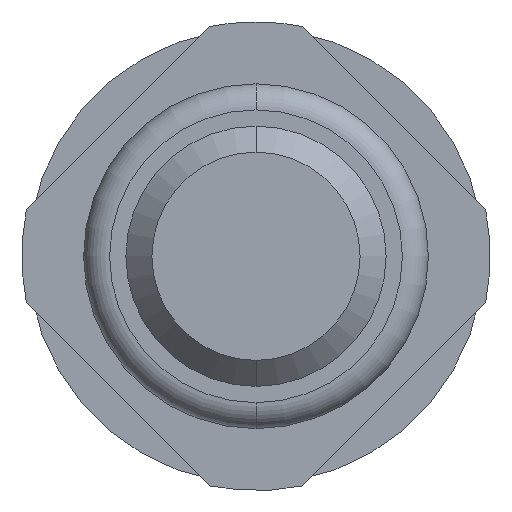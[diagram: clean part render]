
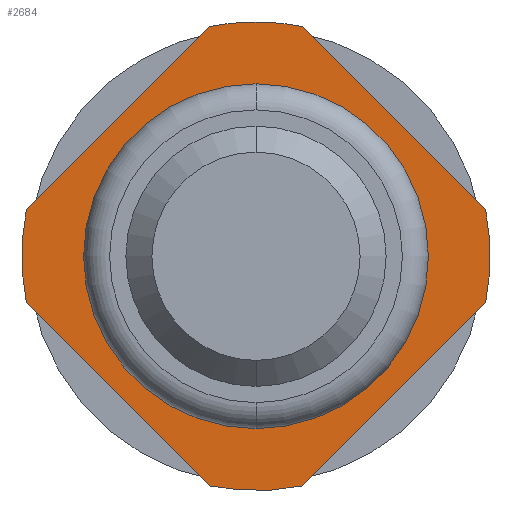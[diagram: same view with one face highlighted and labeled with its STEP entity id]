
A CAD part, front view. The second image highlights one B-rep face of the part: STEP entity #2684.
In plain terms, the highlighted planar face has unit normal (0, -1, 0).
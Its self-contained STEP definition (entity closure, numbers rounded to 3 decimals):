
#105 = CIRCLE ( 'NONE', #1308, 1.8 ) ;
#111 = CARTESIAN_POINT ( 'NONE',  ( 0., -2., 0. ) ) ;
#221 = VERTEX_POINT ( 'NONE', #2828 ) ;
#241 = ORIENTED_EDGE ( 'NONE', *, *, #1654, .T. ) ;
#305 = DIRECTION ( 'NONE',  ( 0., 1., 0. ) ) ;
#337 = AXIS2_PLACEMENT_3D ( 'NONE', #1464, #3474, #2620 ) ;
#366 = VECTOR ( 'NONE', #3392, 1000. ) ;
#367 = DIRECTION ( 'NONE',  ( 0., 1., 0. ) ) ;
#368 = LINE ( 'NONE', #1819, #3506 ) ;
#398 = VERTEX_POINT ( 'NONE', #2306 ) ;
#422 = AXIS2_PLACEMENT_3D ( 'NONE', #2119, #2690, #1802 ) ;
#515 = VERTEX_POINT ( 'NONE', #1638 ) ;
#591 = CARTESIAN_POINT ( 'NONE',  ( 0., -2., 0. ) ) ;
#626 = ORIENTED_EDGE ( 'NONE', *, *, #2042, .F. ) ;
#636 = EDGE_CURVE ( 'Defeature ausgef�hrt3_18+Defeature ausgef�hrt3_0+Defeature ausgef�hrt3_2+Defeature ausgef�hrt3_1', #3513, #221, #1739, .T. ) ;
#676 = AXIS2_PLACEMENT_3D ( 'NONE', #696, #2123, #1007 ) ;
#696 = CARTESIAN_POINT ( 'NONE',  ( 0., -2., 0. ) ) ;
#704 = DIRECTION ( 'NONE',  ( 0., 1., 0. ) ) ;
#773 = CIRCLE ( 'NONE', #1579, 1.8 ) ;
#871 = EDGE_CURVE ( 'Defeature ausgef�hrt3_17+Defeature ausgef�hrt3_0+Defeature ausgef�hrt3_3+Defeature ausgef�hrt3_2', #1413, #515, #3504, .T. ) ;
#931 = DIRECTION ( 'NONE',  ( 0., 0., 1. ) ) ;
#948 = CARTESIAN_POINT ( 'NONE',  ( 0., -2., 0. ) ) ;
#976 = VERTEX_POINT ( 'NONE', #3576 ) ;
#994 = CARTESIAN_POINT ( 'NONE',  ( -0.357, -2., -1.764 ) ) ;
#1007 = DIRECTION ( 'NONE',  ( 0., 0., 1. ) ) ;
#1112 = CARTESIAN_POINT ( 'NONE',  ( 1.961, -2., 0.161 ) ) ;
#1113 = EDGE_CURVE ( 'Defeature ausgef�hrt3_2+Defeature ausgef�hrt3_0+Defeature ausgef�hrt3_17+Defeature ausgef�hrt3_18', #515, #1694, #2050, .T. ) ;
#1114 = CARTESIAN_POINT ( 'NONE',  ( -0.161, -2., -1.961 ) ) ;
#1132 = FACE_OUTER_BOUND ( 'NONE', #1930, .T. ) ;
#1138 = CIRCLE ( 'NONE', #337, 1.325 ) ;
#1140 = ORIENTED_EDGE ( 'NONE', *, *, #3619, .F. ) ;
#1148 = ORIENTED_EDGE ( 'NONE', *, *, #871, .F. ) ;
#1166 = VECTOR ( 'NONE', #3592, 1000. ) ;
#1267 = DIRECTION ( 'NONE',  ( 0., 0., 1. ) ) ;
#1284 = CARTESIAN_POINT ( 'NONE',  ( 1.764, -2., -0.357 ) ) ;
#1285 = EDGE_LOOP ( 'NONE', ( #241, #1999 ) ) ;
#1300 = EDGE_CURVE ( 'Defeature ausgef�hrt3_16+Defeature ausgef�hrt3_0+Defeature ausgef�hrt3_4+Defeature ausgef�hrt3_3', #3715, #1894, #1831, .T. ) ;
#1308 = AXIS2_PLACEMENT_3D ( 'NONE', #2855, #305, #2578 ) ;
#1413 = VERTEX_POINT ( 'NONE', #3731 ) ;
#1464 = CARTESIAN_POINT ( 'NONE',  ( 0., -2., 0. ) ) ;
#1467 = VECTOR ( 'NONE', #1958, 1000. ) ;
#1496 = ORIENTED_EDGE ( 'NONE', *, *, #2680, .F. ) ;
#1542 = ORIENTED_EDGE ( 'NONE', *, *, #2118, .F. ) ;
#1562 = CARTESIAN_POINT ( 'NONE',  ( 0., -2., 0. ) ) ;
#1579 = AXIS2_PLACEMENT_3D ( 'NONE', #111, #704, #931 ) ;
#1638 = CARTESIAN_POINT ( 'NONE',  ( -0.357, -2., 1.764 ) ) ;
#1654 = EDGE_CURVE ( 'Defeature ausgef�hrt3_0+Defeature ausgef�hrt3_12+Defeature ausgef�hrt3_12+Defeature ausgef�hrt3_12', #976, #2062, #2096, .T. ) ;
#1694 = VERTEX_POINT ( 'NONE', #2188 ) ;
#1739 = LINE ( 'NONE', #1112, #366 ) ;
#1750 = CIRCLE ( 'NONE', #2412, 1.8 ) ;
#1802 = DIRECTION ( 'NONE',  ( 0., 0., 1. ) ) ;
#1819 = CARTESIAN_POINT ( 'NONE',  ( 1.961, -2., -0.161 ) ) ;
#1831 = LINE ( 'NONE', #1114, #1467 ) ;
#1859 = DIRECTION ( 'NONE',  ( 0., 0., 1. ) ) ;
#1873 = DIRECTION ( 'NONE',  ( 0., 1., 0. ) ) ;
#1894 = VERTEX_POINT ( 'NONE', #3359 ) ;
#1930 = EDGE_LOOP ( 'NONE', ( #2028, #1542, #2384, #1148, #1496, #2536, #1140, #2015, #626 ) ) ;
#1958 = DIRECTION ( 'NONE',  ( -0.707, 0., 0.707 ) ) ;
#1999 = ORIENTED_EDGE ( 'NONE', *, *, #2066, .T. ) ;
#2015 = ORIENTED_EDGE ( 'NONE', *, *, #3590, .F. ) ;
#2028 = ORIENTED_EDGE ( 'NONE', *, *, #636, .F. ) ;
#2042 = EDGE_CURVE ( 'Defeature ausgef�hrt3_1+Defeature ausgef�hrt3_0+Defeature ausgef�hrt3_18+Defeature ausgef�hrt3_15', #221, #3631, #105, .T. ) ;
#2050 = CIRCLE ( 'NONE', #2124, 1.8 ) ;
#2062 = VERTEX_POINT ( 'NONE', #3212 ) ;
#2066 = EDGE_CURVE ( 'Defeature ausgef�hrt3_0+Defeature ausgef�hrt3_12+Defeature ausgef�hrt3_12+Defeature ausgef�hrt3_12', #2062, #976, #1138, .T. ) ;
#2096 = CIRCLE ( 'NONE', #3370, 1.325 ) ;
#2118 = EDGE_CURVE ( 'Defeature ausgef�hrt3_2+Defeature ausgef�hrt3_0+Defeature ausgef�hrt3_17+Defeature ausgef�hrt3_18', #1694, #3513, #1750, .T. ) ;
#2119 = CARTESIAN_POINT ( 'NONE',  ( 1.8, -2., 0. ) ) ;
#2123 = DIRECTION ( 'NONE',  ( 0., 1., 0. ) ) ;
#2124 = AXIS2_PLACEMENT_3D ( 'NONE', #1562, #1873, #1859 ) ;
#2188 = CARTESIAN_POINT ( 'NONE',  ( 0., -2., 1.8 ) ) ;
#2198 = CIRCLE ( 'NONE', #676, 1.8 ) ;
#2306 = CARTESIAN_POINT ( 'NONE',  ( 0.357, -2., -1.764 ) ) ;
#2384 = ORIENTED_EDGE ( 'NONE', *, *, #1113, .F. ) ;
#2412 = AXIS2_PLACEMENT_3D ( 'NONE', #948, #3551, #1267 ) ;
#2536 = ORIENTED_EDGE ( 'NONE', *, *, #1300, .F. ) ;
#2578 = DIRECTION ( 'NONE',  ( 0., 0., 1. ) ) ;
#2604 = DIRECTION ( 'NONE',  ( 0., 0., 1. ) ) ;
#2620 = DIRECTION ( 'NONE',  ( 0., 0., 1. ) ) ;
#2680 = EDGE_CURVE ( 'Defeature ausgef�hrt3_3+Defeature ausgef�hrt3_0+Defeature ausgef�hrt3_16+Defeature ausgef�hrt3_17', #1894, #1413, #773, .T. ) ;
#2681 = PLANE ( 'NONE',  #422 ) ;
#2684 = ADVANCED_FACE ( 'Defeature ausgef�hrt3_0', ( #2879, #1132 ), #2681, .F. ) ;
#2690 = DIRECTION ( 'NONE',  ( 0., 1., 0. ) ) ;
#2828 = CARTESIAN_POINT ( 'NONE',  ( 1.764, -2., 0.357 ) ) ;
#2855 = CARTESIAN_POINT ( 'NONE',  ( 0., -2., 0. ) ) ;
#2879 = FACE_BOUND ( 'NONE', #1285, .T. ) ;
#2922 = CARTESIAN_POINT ( 'NONE',  ( 0.357, -2., 1.764 ) ) ;
#2993 = DIRECTION ( 'NONE',  ( -0.707, 0., -0.707 ) ) ;
#3212 = CARTESIAN_POINT ( 'NONE',  ( 0., -2., -1.325 ) ) ;
#3282 = CARTESIAN_POINT ( 'NONE',  ( -0.161, -2., 1.961 ) ) ;
#3359 = CARTESIAN_POINT ( 'NONE',  ( -1.764, -2., -0.357 ) ) ;
#3370 = AXIS2_PLACEMENT_3D ( 'NONE', #591, #367, #2604 ) ;
#3392 = DIRECTION ( 'NONE',  ( 0.707, 0., -0.707 ) ) ;
#3474 = DIRECTION ( 'NONE',  ( 0., 1., 0. ) ) ;
#3504 = LINE ( 'NONE', #3282, #1166 ) ;
#3506 = VECTOR ( 'NONE', #2993, 1000. ) ;
#3513 = VERTEX_POINT ( 'NONE', #2922 ) ;
#3551 = DIRECTION ( 'NONE',  ( 0., 1., 0. ) ) ;
#3576 = CARTESIAN_POINT ( 'NONE',  ( 0., -2., 1.325 ) ) ;
#3590 = EDGE_CURVE ( 'Defeature ausgef�hrt3_15+Defeature ausgef�hrt3_0+Defeature ausgef�hrt3_1+Defeature ausgef�hrt3_4', #3631, #398, #368, .T. ) ;
#3592 = DIRECTION ( 'NONE',  ( 0.707, 0., 0.707 ) ) ;
#3619 = EDGE_CURVE ( 'Defeature ausgef�hrt3_4+Defeature ausgef�hrt3_0+Defeature ausgef�hrt3_15+Defeature ausgef�hrt3_16', #398, #3715, #2198, .T. ) ;
#3631 = VERTEX_POINT ( 'NONE', #1284 ) ;
#3715 = VERTEX_POINT ( 'NONE', #994 ) ;
#3731 = CARTESIAN_POINT ( 'NONE',  ( -1.764, -2., 0.357 ) ) ;
